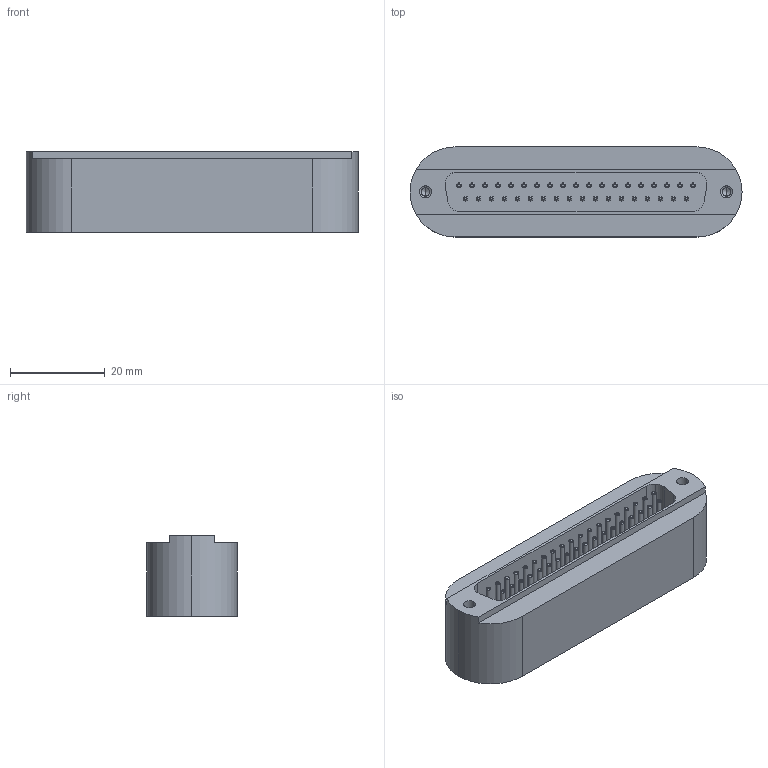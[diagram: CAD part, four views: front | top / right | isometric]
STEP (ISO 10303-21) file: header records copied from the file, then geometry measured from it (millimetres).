
FILE_DESCRIPTION(('STEP AP214'),'1');
FILE_NAME('tmp0.STP',' ',(' '),(' '),'XStep 1.0',' ',' ');
FILE_SCHEMA(('automotive_design'));
Length unit declared in the file: millimetre
Bounding box: 70.01 x 19 x 17 mm (x, y, z)
Volume: 13122.2 mm3; surface area: 8853.7 mm2
Topology: 1 solids, 1 shells, 451 faces, 1014 edges, 646 vertices
Faces by surface type: cylinder 180, torus 148, plane 99, bspline 16, cone 8
Entity records: 18458 total; most frequent: CARTESIAN_POINT 4164, DIRECTION 2584, ORIENTED_EDGE 2028, AXIS2_PLACEMENT_3D 1170, EDGE_CURVE 1014, CIRCLE 734, VERTEX_POINT 646, EDGE_LOOP 532
